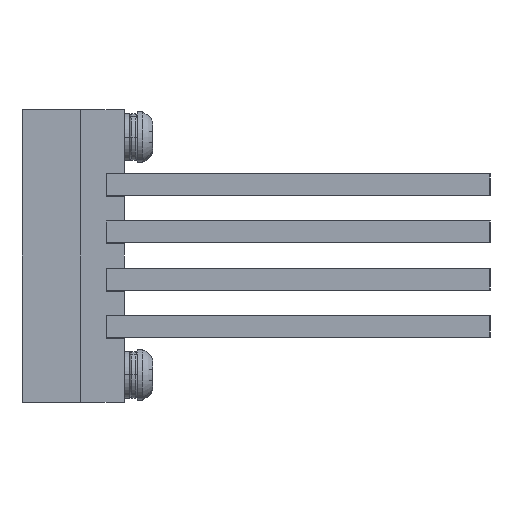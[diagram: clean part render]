
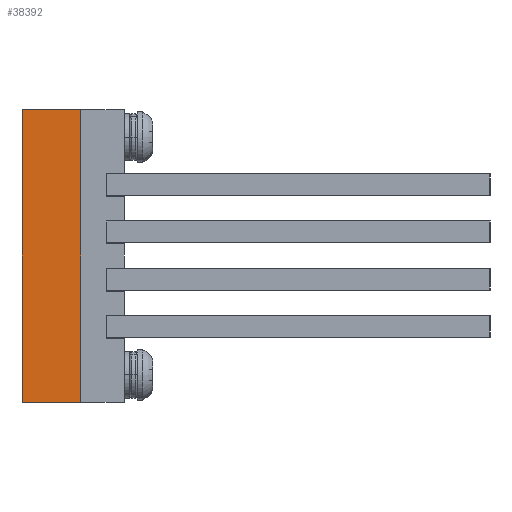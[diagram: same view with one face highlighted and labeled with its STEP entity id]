
A CAD part, left-side view. The second image highlights one B-rep face of the part: STEP entity #38392.
In plain terms, the highlighted planar face has unit normal (-1, 0, 0).
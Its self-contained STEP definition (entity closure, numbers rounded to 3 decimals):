
#38384=AXIS2_PLACEMENT_3D('Plane Axis2P3D',#38381,#38382,#38383) ;
#36690=CARTESIAN_POINT('Line Origine',(-736.,10.,92.)) ;
#36694=CARTESIAN_POINT('Vertex',(-736.,10.,52.)) ;
#36696=CARTESIAN_POINT('Vertex',(-736.,10.,132.)) ;
#38234=CARTESIAN_POINT('Vertex',(-736.,-6.,52.)) ;
#38250=CARTESIAN_POINT('Vertex',(-736.,-6.,132.)) ;
#38253=CARTESIAN_POINT('Line Origine',(-736.,-6.,92.)) ;
#38339=CARTESIAN_POINT('Line Origine',(-736.,2.,52.)) ;
#38365=CARTESIAN_POINT('Line Origine',(-736.,2.,132.)) ;
#38381=CARTESIAN_POINT('Axis2P3D Location',(-736.,-6.,52.)) ;
#36691=DIRECTION('Vector Direction',(0.,0.,1.)) ;
#38254=DIRECTION('Vector Direction',(0.,0.,1.)) ;
#38340=DIRECTION('Vector Direction',(0.,-1.,0.)) ;
#38366=DIRECTION('Vector Direction',(0.,1.,0.)) ;
#38382=DIRECTION('Axis2P3D Direction',(-1.,0.,0.)) ;
#38383=DIRECTION('Axis2P3D XDirection',(0.,-1.,0.)) ;
#36692=VECTOR('Line Direction',#36691,1.) ;
#38255=VECTOR('Line Direction',#38254,1.) ;
#38341=VECTOR('Line Direction',#38340,1.) ;
#38367=VECTOR('Line Direction',#38366,1.) ;
#38387=ORIENTED_EDGE('',*,*,#38257,.T.) ;
#38388=ORIENTED_EDGE('',*,*,#38369,.T.) ;
#38389=ORIENTED_EDGE('',*,*,#36698,.F.) ;
#38390=ORIENTED_EDGE('',*,*,#38343,.T.) ;
#38392=ADVANCED_FACE('RB2892001_1PA_001_00_PIASTRA_N3.6\\PartBody',(#38391),#38385,.T.) ;
#36698=EDGE_CURVE('',#36695,#36697,#36693,.T.) ;
#38257=EDGE_CURVE('',#38235,#38251,#38256,.T.) ;
#38343=EDGE_CURVE('',#36695,#38235,#38342,.T.) ;
#38369=EDGE_CURVE('',#38251,#36697,#38368,.T.) ;
#38386=EDGE_LOOP('',(#38387,#38388,#38389,#38390)) ;
#38391=FACE_OUTER_BOUND('',#38386,.T.) ;
#36693=LINE('Line',#36690,#36692) ;
#38256=LINE('Line',#38253,#38255) ;
#38342=LINE('Line',#38339,#38341) ;
#38368=LINE('Line',#38365,#38367) ;
#38385=PLANE('',#38384) ;
#36695=VERTEX_POINT('',#36694) ;
#36697=VERTEX_POINT('',#36696) ;
#38235=VERTEX_POINT('',#38234) ;
#38251=VERTEX_POINT('',#38250) ;
